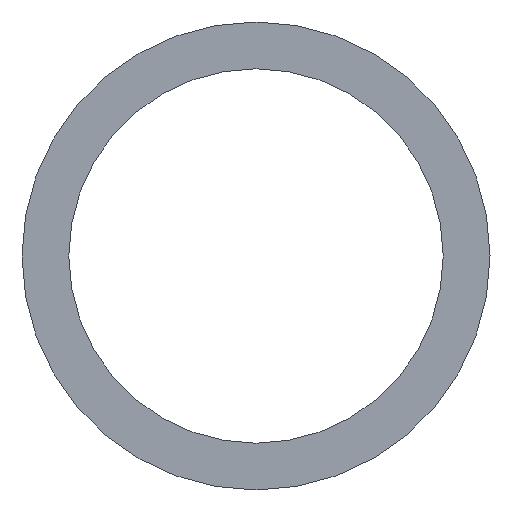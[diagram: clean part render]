
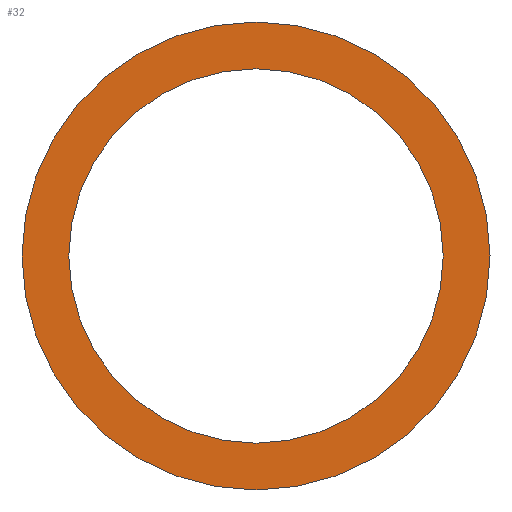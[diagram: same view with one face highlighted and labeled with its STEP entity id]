
A CAD part, left-side view. The second image highlights one B-rep face of the part: STEP entity #32.
In plain terms, the highlighted planar face has unit normal (-1, 0, 0).
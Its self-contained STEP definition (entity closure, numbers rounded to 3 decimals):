
#32=ADVANCED_FACE('',(#62,#63),#64,.T.);
#62=FACE_BOUND('',#89,.T.);
#63=FACE_OUTER_BOUND('',#90,.T.);
#64=PLANE('',#91);
#89=EDGE_LOOP('',(#115,#116));
#90=EDGE_LOOP('',(#117,#118));
#91=AXIS2_PLACEMENT_3D('',#119,#120,#121);
#115=ORIENTED_EDGE('',*,*,#160,.T.);
#116=ORIENTED_EDGE('',*,*,#161,.T.);
#117=ORIENTED_EDGE('',*,*,#162,.T.);
#118=ORIENTED_EDGE('',*,*,#156,.T.);
#119=CARTESIAN_POINT('',(0.0,0.0,0.0));
#120=DIRECTION('',(-1.0,0.0,0.0));
#121=DIRECTION('',(0.0,0.0,1.0));
#156=EDGE_CURVE('',#176,#173,#177,.T.);
#160=EDGE_CURVE('',#182,#183,#184,.T.);
#161=EDGE_CURVE('',#183,#182,#185,.T.);
#162=EDGE_CURVE('',#173,#176,#186,.T.);
#173=VERTEX_POINT('',#199);
#176=VERTEX_POINT('',#203);
#177=CIRCLE('',#204,5.0);
#182=VERTEX_POINT('',#210);
#183=VERTEX_POINT('',#211);
#184=CIRCLE('',#212,4.0);
#185=CIRCLE('',#213,4.0);
#186=CIRCLE('',#214,5.0);
#199=CARTESIAN_POINT('',(0.0,0.0,-5.0));
#203=CARTESIAN_POINT('',(0.0,0.,5.0));
#204=AXIS2_PLACEMENT_3D('',#229,#230,#231);
#210=CARTESIAN_POINT('',(0.0,0.,4.0));
#211=CARTESIAN_POINT('',(0.0,0.,-4.0));
#212=AXIS2_PLACEMENT_3D('',#236,#237,#238);
#213=AXIS2_PLACEMENT_3D('',#239,#240,#241);
#214=AXIS2_PLACEMENT_3D('',#242,#243,#244);
#229=CARTESIAN_POINT('',(0.0,0.0,0.0));
#230=DIRECTION('',(-1.0,0.0,0.0));
#231=DIRECTION('',(0.0,0.0,-1.0));
#236=CARTESIAN_POINT('',(0.0,0.0,0.0));
#237=DIRECTION('',(1.0,0.0,0.0));
#238=DIRECTION('',(0.0,0.0,-1.0));
#239=CARTESIAN_POINT('',(0.0,0.0,0.0));
#240=DIRECTION('',(1.0,0.0,0.0));
#241=DIRECTION('',(0.0,0.0,-1.0));
#242=CARTESIAN_POINT('',(0.0,0.0,0.0));
#243=DIRECTION('',(-1.0,0.0,0.0));
#244=DIRECTION('',(0.0,0.0,-1.0));
